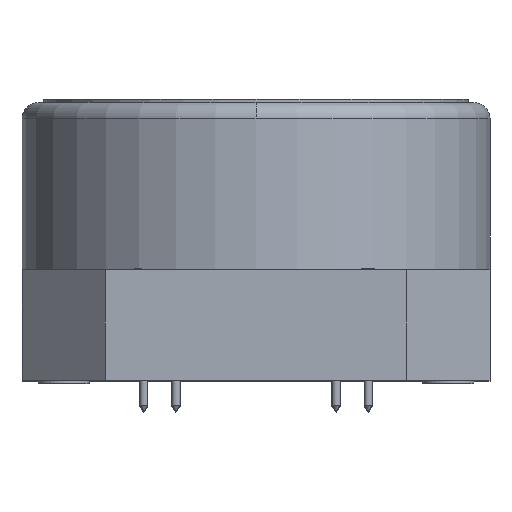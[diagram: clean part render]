
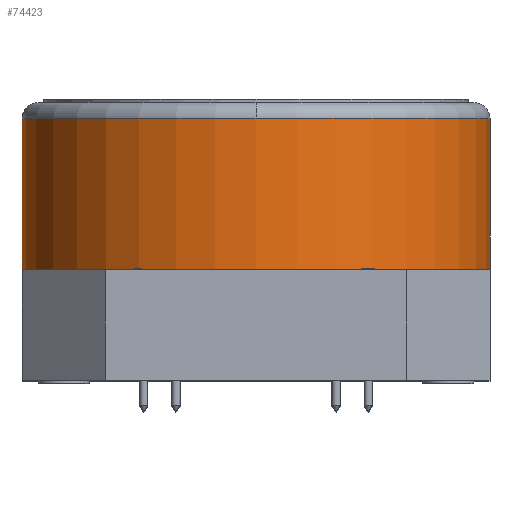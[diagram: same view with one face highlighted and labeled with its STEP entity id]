
A CAD part, top view. The second image highlights one B-rep face of the part: STEP entity #74423.
In plain terms, the highlighted cylindrical face has radius 36.5 mm (diameter 73 mm), a partial arc.
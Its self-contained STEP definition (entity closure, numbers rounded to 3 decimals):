
#175 = LINE ( 'NONE', #61108, #1441 ) ;
#354 = ORIENTED_EDGE ( 'NONE', *, *, #10443, .T. ) ;
#1441 = VECTOR ( 'NONE', #51926, 1000. ) ;
#5743 = VERTEX_POINT ( 'NONE', #82105 ) ;
#5936 = EDGE_CURVE ( 'NONE', #78386, #83730, #89106, .T. ) ;
#9551 = ORIENTED_EDGE ( 'NONE', *, *, #53556, .F. ) ;
#10443 = EDGE_CURVE ( 'NONE', #83730, #63630, #50202, .T. ) ;
#11236 = CARTESIAN_POINT ( 'NONE',  ( 36.5, 17.3, 0. ) ) ;
#12772 = CIRCLE ( 'NONE', #87664, 36.5 ) ;
#16213 = AXIS2_PLACEMENT_3D ( 'NONE', #38783, #105840, #72003 ) ;
#18347 = VERTEX_POINT ( 'NONE', #11236 ) ;
#23796 = DIRECTION ( 'NONE',  ( -1., 0., 0. ) ) ;
#26380 = VECTOR ( 'NONE', #98092, 1000. ) ;
#27912 = DIRECTION ( 'NONE',  ( 0., -1., 0. ) ) ;
#28865 = CARTESIAN_POINT ( 'NONE',  ( -36.5, 40.9, 0. ) ) ;
#31910 = CARTESIAN_POINT ( 'NONE',  ( 0., 40.9, 0. ) ) ;
#34051 = CARTESIAN_POINT ( 'NONE',  ( 0., 40.9, 0. ) ) ;
#37343 = EDGE_CURVE ( 'NONE', #18347, #78386, #175, .T. ) ;
#37584 = CARTESIAN_POINT ( 'NONE',  ( 36.5, 40.9, 0. ) ) ;
#38783 = CARTESIAN_POINT ( 'NONE',  ( 0., 17.3, 0. ) ) ;
#39797 = CARTESIAN_POINT ( 'NONE',  ( -36.5, 17.3, 0. ) ) ;
#45006 = DIRECTION ( 'NONE',  ( 0.707, 0., -0.707 ) ) ;
#50202 = CIRCLE ( 'NONE', #84448, 36.5 ) ;
#51926 = DIRECTION ( 'NONE',  ( 0., 1., 0. ) ) ;
#53556 = EDGE_CURVE ( 'NONE', #18347, #5743, #12772, .T. ) ;
#60866 = EDGE_LOOP ( 'NONE', ( #90517, #9551, #66687, #68568, #354 ) ) ;
#61108 = CARTESIAN_POINT ( 'NONE',  ( 36.5, 17.3, 0. ) ) ;
#63630 = VERTEX_POINT ( 'NONE', #28865 ) ;
#64760 = DIRECTION ( 'NONE',  ( 0., -1., 0. ) ) ;
#66067 = CYLINDRICAL_SURFACE ( 'NONE', #16213, 36.5 ) ;
#66687 = ORIENTED_EDGE ( 'NONE', *, *, #37343, .T. ) ;
#68427 = EDGE_CURVE ( 'NONE', #5743, #63630, #107150, .T. ) ;
#68568 = ORIENTED_EDGE ( 'NONE', *, *, #5936, .T. ) ;
#70839 = CARTESIAN_POINT ( 'NONE',  ( 0., 40.9, 36.5 ) ) ;
#72003 = DIRECTION ( 'NONE',  ( 1., 0., 0. ) ) ;
#74423 = ADVANCED_FACE ( 'NONE', ( #105097 ), #66067, .T. ) ;
#75773 = AXIS2_PLACEMENT_3D ( 'NONE', #31910, #64760, #89799 ) ;
#78386 = VERTEX_POINT ( 'NONE', #37584 ) ;
#81345 = CARTESIAN_POINT ( 'NONE',  ( 0., 17.3, 0. ) ) ;
#82105 = CARTESIAN_POINT ( 'NONE',  ( -36.5, 17.3, 0. ) ) ;
#83730 = VERTEX_POINT ( 'NONE', #70839 ) ;
#84448 = AXIS2_PLACEMENT_3D ( 'NONE', #34051, #27912, #45006 ) ;
#87664 = AXIS2_PLACEMENT_3D ( 'NONE', #81345, #88970, #23796 ) ;
#88970 = DIRECTION ( 'NONE',  ( 0., -1., 0. ) ) ;
#89106 = CIRCLE ( 'NONE', #75773, 36.5 ) ;
#89799 = DIRECTION ( 'NONE',  ( 0.707, 0., -0.707 ) ) ;
#90517 = ORIENTED_EDGE ( 'NONE', *, *, #68427, .F. ) ;
#98092 = DIRECTION ( 'NONE',  ( 0., 1., 0. ) ) ;
#105097 = FACE_OUTER_BOUND ( 'NONE', #60866, .T. ) ;
#105840 = DIRECTION ( 'NONE',  ( 0., 1., 0. ) ) ;
#107150 = LINE ( 'NONE', #39797, #26380 ) ;
